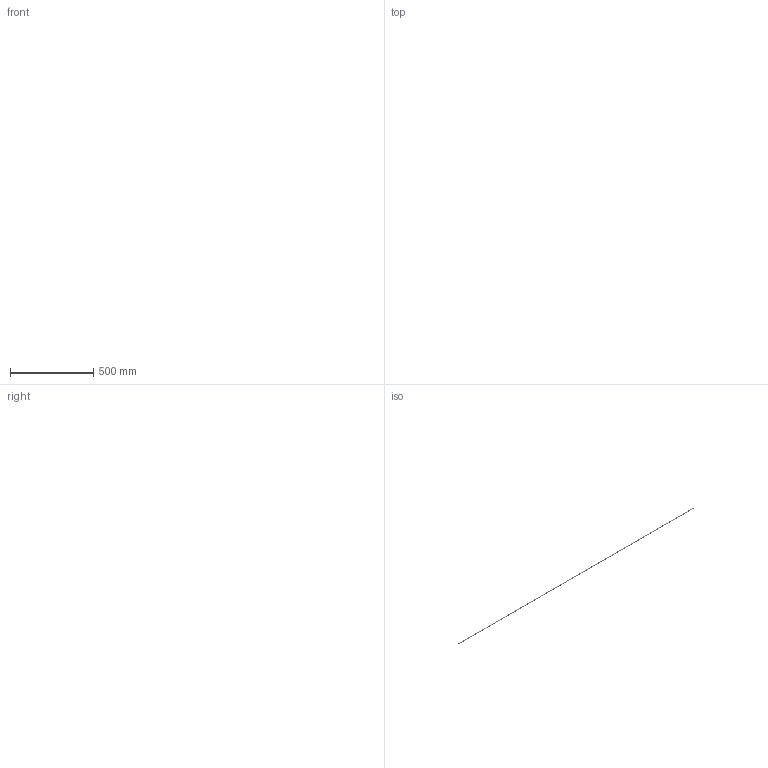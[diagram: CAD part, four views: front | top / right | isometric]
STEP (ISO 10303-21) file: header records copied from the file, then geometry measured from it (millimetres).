
FILE_DESCRIPTION (( 'STEP AP203' ), '1' );
FILE_NAME ('CLV10-TM-06-2 Øïèëüêà Ì6õ2000.STEP', '2016-02-10T12:08:46', ( '' ), ( '' ), 'SwSTEP 2.0', 'SolidWorks 2014', '' );
FILE_SCHEMA (( 'CONFIG_CONTROL_DESIGN' ));
Products named in the file (1): CLV10-TM-06-2 Øïèëüêà Ì6õ2000
Bounding box: 2000 x 6 x 6 mm (x, y, z)
Volume: 48925.9 mm3; surface area: 54771.9 mm2
Topology: 1 solids, 1 shells, 6001 faces, 12001 edges, 6002 vertices
Faces by surface type: cone 4000, cylinder 1999, plane 2
Full cylindrical faces by diameter (mm): 6 x1999
Entity records: 120091 total; most frequent: DIRECTION 24004, CARTESIAN_POINT 18002, AXIS2_PLACEMENT_3D 12002, EDGE_LOOP 12000, ORIENTED_EDGE 12000, FACE_OUTER_BOUND 8000, ADVANCED_FACE 6001, VERTEX_POINT 6000
